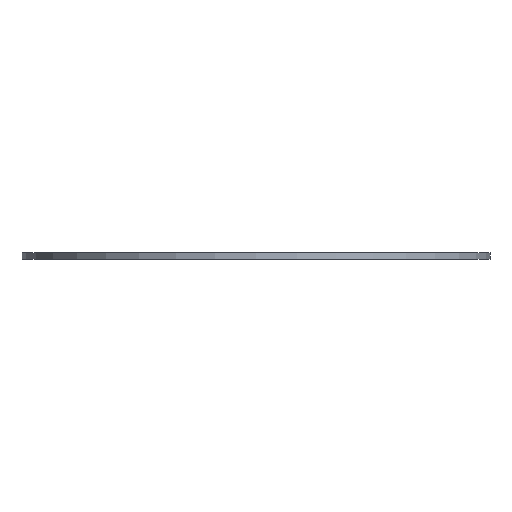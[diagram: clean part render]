
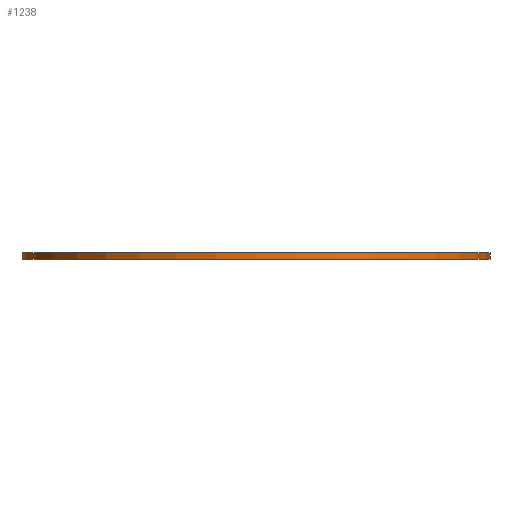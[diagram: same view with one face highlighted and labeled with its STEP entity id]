
A CAD part, front view. The second image highlights one B-rep face of the part: STEP entity #1238.
In plain terms, the highlighted cylindrical face has radius 72.5 mm (diameter 145 mm), a partial arc.
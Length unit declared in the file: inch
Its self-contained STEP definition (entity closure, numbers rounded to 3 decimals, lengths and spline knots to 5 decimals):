
#6 = EDGE_CURVE ( 'NONE', #1103, #1263, #230, .T. ) ;
#20 = VECTOR ( 'NONE', #803, 39.37008 ) ;
#82 = CARTESIAN_POINT ( 'NONE',  ( -2.85433, 0., 6.42854 ) ) ;
#156 = CIRCLE ( 'NONE', #554, 2.85433 ) ;
#165 = AXIS2_PLACEMENT_3D ( 'NONE', #827, #1057, #736 ) ;
#170 = ORIENTED_EDGE ( 'NONE', *, *, #1024, .T. ) ;
#209 = EDGE_CURVE ( 'NONE', #640, #1263, #156, .T. ) ;
#230 = LINE ( 'NONE', #996, #851 ) ;
#255 = DIRECTION ( 'NONE',  ( 1., 0., 0. ) ) ;
#324 = LINE ( 'NONE', #614, #20 ) ;
#399 = CARTESIAN_POINT ( 'NONE',  ( 2.85433, 0., 6.34744 ) ) ;
#448 = VERTEX_POINT ( 'NONE', #399 ) ;
#462 = CIRCLE ( 'NONE', #1052, 2.85433 ) ;
#554 = AXIS2_PLACEMENT_3D ( 'NONE', #831, #639, #947 ) ;
#559 = ORIENTED_EDGE ( 'NONE', *, *, #6, .F. ) ;
#614 = CARTESIAN_POINT ( 'NONE',  ( 2.85433, 0., 6.34744 ) ) ;
#639 = DIRECTION ( 'NONE',  ( 0., 0., -1. ) ) ;
#640 = VERTEX_POINT ( 'NONE', #723 ) ;
#677 = ORIENTED_EDGE ( 'NONE', *, *, #1146, .T. ) ;
#715 = EDGE_LOOP ( 'NONE', ( #559, #170, #677, #1081 ) ) ;
#723 = CARTESIAN_POINT ( 'NONE',  ( 2.85433, 0., 6.42854 ) ) ;
#736 = DIRECTION ( 'NONE',  ( 1., 0., 0. ) ) ;
#803 = DIRECTION ( 'NONE',  ( 0., 0., 1. ) ) ;
#827 = CARTESIAN_POINT ( 'NONE',  ( 0., 0., 6.34744 ) ) ;
#831 = CARTESIAN_POINT ( 'NONE',  ( 0., 0., 6.42854 ) ) ;
#851 = VECTOR ( 'NONE', #1107, 39.37008 ) ;
#928 = CARTESIAN_POINT ( 'NONE',  ( 0., 0., 6.34744 ) ) ;
#947 = DIRECTION ( 'NONE',  ( 1., 0., 0. ) ) ;
#996 = CARTESIAN_POINT ( 'NONE',  ( -2.85433, 0., 6.34744 ) ) ;
#1004 = DIRECTION ( 'NONE',  ( 0., 0., 1. ) ) ;
#1024 = EDGE_CURVE ( 'NONE', #1103, #448, #462, .T. ) ;
#1043 = FACE_OUTER_BOUND ( 'NONE', #715, .T. ) ;
#1052 = AXIS2_PLACEMENT_3D ( 'NONE', #928, #1004, #255 ) ;
#1057 = DIRECTION ( 'NONE',  ( 0., 0., 1. ) ) ;
#1081 = ORIENTED_EDGE ( 'NONE', *, *, #209, .T. ) ;
#1103 = VERTEX_POINT ( 'NONE', #1124 ) ;
#1107 = DIRECTION ( 'NONE',  ( 0., 0., 1. ) ) ;
#1124 = CARTESIAN_POINT ( 'NONE',  ( -2.85433, 0., 6.34744 ) ) ;
#1146 = EDGE_CURVE ( 'NONE', #448, #640, #324, .T. ) ;
#1152 = CYLINDRICAL_SURFACE ( 'NONE', #165, 2.85433 ) ;
#1238 = ADVANCED_FACE ( 'NONE', ( #1043 ), #1152, .T. ) ;
#1263 = VERTEX_POINT ( 'NONE', #82 ) ;
